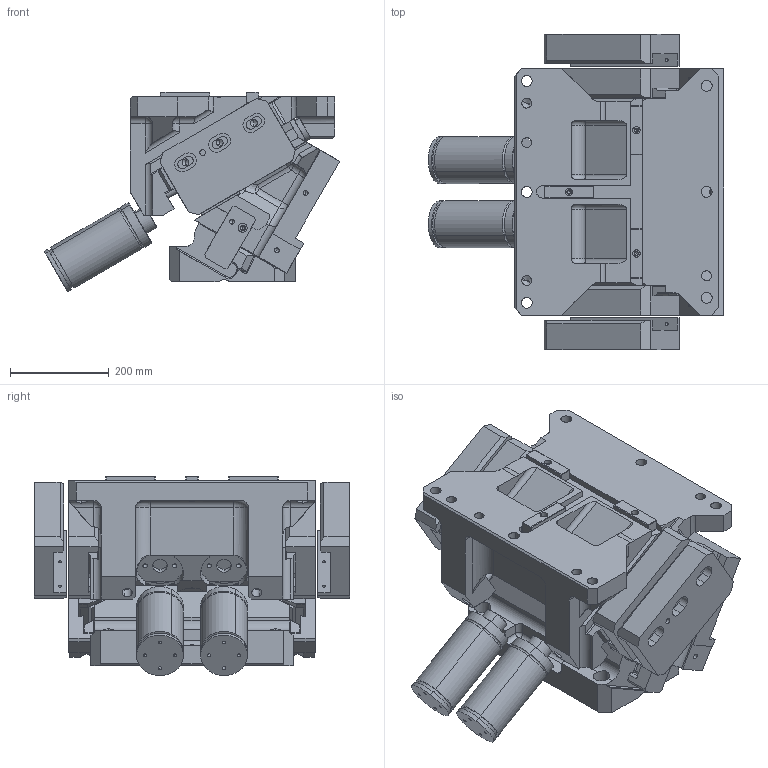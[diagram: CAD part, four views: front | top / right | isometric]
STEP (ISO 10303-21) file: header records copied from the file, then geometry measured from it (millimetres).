
FILE_DESCRIPTION(('CATIA V5 STEP Exchange','CAx-IF Rec.Pracs.--- Model Styling and Organization---1.4--- 2014-01-23'),'2;1');
FILE_NAME('KS_OT_0500_30__IND_08__23543__SCHIEBERADAPTER_PART__2016_05_30__EIS.stp','2017-10-27T07:21:11+00:00',('none'),('none'),'CATIA Version 5-6 Release 2016 SP3 HF35','CATIA V5 STEP AP203 WITH EXTENSIONS','none');
FILE_SCHEMA(('CONFIG_CONTROL_DESIGN','SHAPE_APPEARANCE_LAYER_MIM'));
Products named in the file (1): KS_OT_0500_30__IND_08__23543__SCHIEBERADAPTER_PART__2016_05_30__EIS
Bounding box: 599.32 x 640 x 404.31 mm (x, y, z)
Volume: 49694501.8 mm3; surface area: 2936345.3 mm2
Topology: 10 solids, 16 shells, 1835 faces, 4781 edges, 2962 vertices
Faces by surface type: plane 778, cylinder 773, cone 160, torus 54, sphere 32, bspline 22, revolution 8, extrusion 8
Entity records: 55848 total; most frequent: CARTESIAN_POINT 15194, ORIENTED_EDGE 9218, DIRECTION 6531, EDGE_CURVE 4609, VERTEX_POINT 2957, AXIS2_PLACEMENT_3D 2737, VECTOR 2549, LINE 2541
